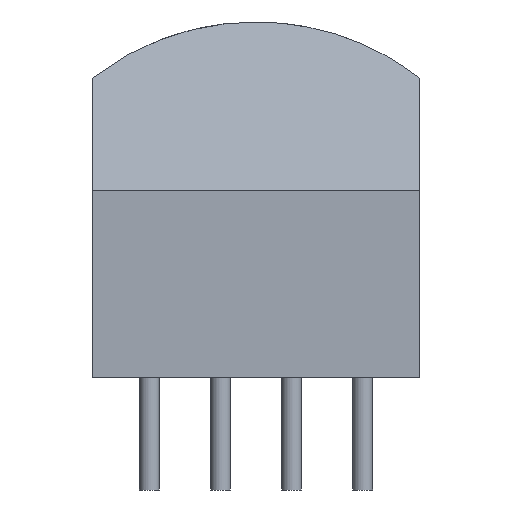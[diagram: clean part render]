
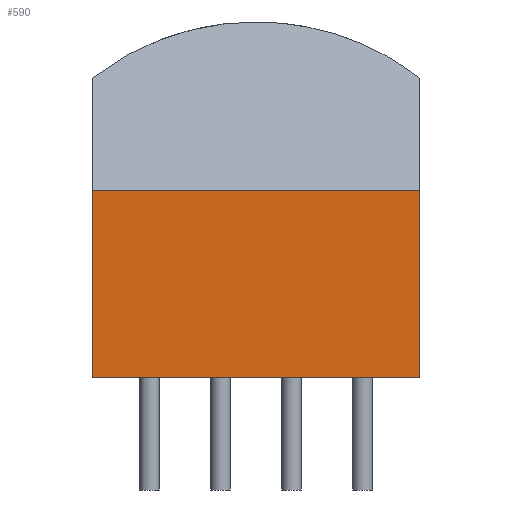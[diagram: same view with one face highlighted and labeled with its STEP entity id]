
A CAD part, left-side view. The second image highlights one B-rep face of the part: STEP entity #590.
In plain terms, the highlighted planar face has unit normal (-1, 0, 0).
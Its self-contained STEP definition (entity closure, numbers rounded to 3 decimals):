
#18=LINE($,#1020,#35);
#22=LINE($,#1030,#39);
#27=LINE($,#1039,#44);
#28=LINE($,#1041,#45);
#35=VECTOR($,#801,11.7);
#39=VECTOR($,#811,6.7);
#44=VECTOR($,#818,6.7);
#45=VECTOR($,#821,11.7);
#76=PLANE($,#689);
#166=FACE_OUTER_BOUND($,#230,.T.);
#230=EDGE_LOOP($,(#491,#492,#493,#494));
#353=VERTEX_POINT($,#1017);
#354=VERTEX_POINT($,#1019);
#357=VERTEX_POINT($,#1029);
#360=VERTEX_POINT($,#1037);
#406=EDGE_CURVE($,#354,#353,#18,.T.);
#411=EDGE_CURVE($,#357,#354,#22,.T.);
#416=EDGE_CURVE($,#360,#353,#27,.T.);
#417=EDGE_CURVE($,#357,#360,#28,.T.);
#491=ORIENTED_EDGE($,*,*,#406,.T.);
#492=ORIENTED_EDGE($,*,*,#416,.F.);
#493=ORIENTED_EDGE($,*,*,#417,.F.);
#494=ORIENTED_EDGE($,*,*,#411,.T.);
#590=ADVANCED_FACE($,(#166),#76,.F.);
#689=AXIS2_PLACEMENT_3D($,#1043,#823,#824);
#801=DIRECTION($,(0.,1.,0.));
#811=DIRECTION($,(0.,0.,1.));
#818=DIRECTION($,(0.,0.,1.));
#821=DIRECTION($,(0.,1.,0.));
#823=DIRECTION('center_axis',(1.,0.,0.));
#824=DIRECTION('ref_axis',(0.,0.,-1.));
#1017=CARTESIAN_POINT('',(-5.32,5.85,6.7));
#1019=CARTESIAN_POINT('',(-5.32,-5.85,6.7));
#1020=CARTESIAN_POINT($,(-5.32,-2.925,6.7));
#1029=CARTESIAN_POINT('',(-5.32,-5.85,0.));
#1030=CARTESIAN_POINT($,(-5.32,-5.85,0.));
#1037=CARTESIAN_POINT('',(-5.32,5.85,0.));
#1039=CARTESIAN_POINT($,(-5.32,5.85,0.));
#1041=CARTESIAN_POINT($,(-5.32,-5.85,0.));
#1043=CARTESIAN_POINT('Origin',(-5.32,0.,
11.318));
